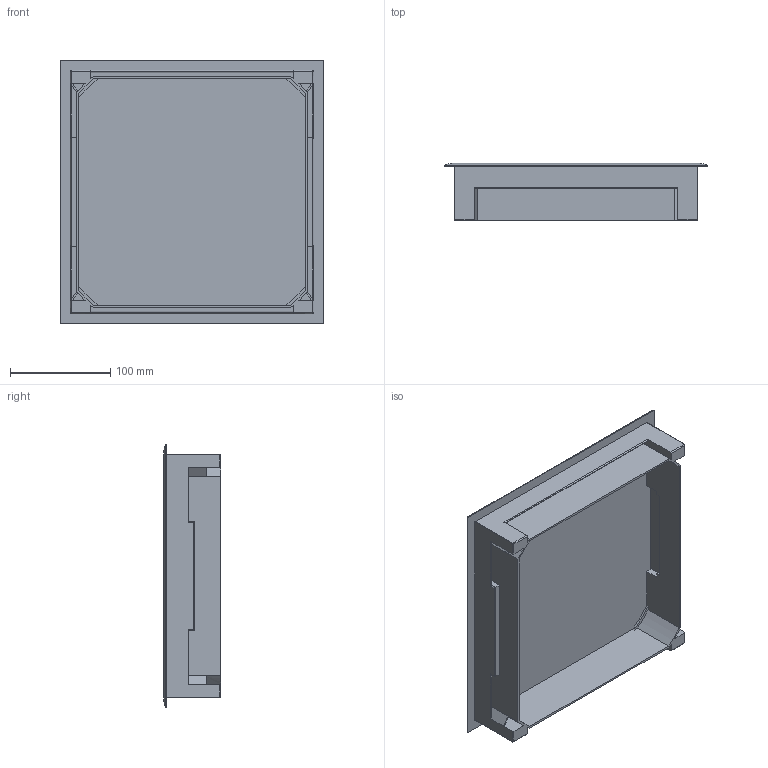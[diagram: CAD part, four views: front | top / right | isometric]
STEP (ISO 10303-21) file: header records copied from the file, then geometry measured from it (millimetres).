
FILE_DESCRIPTION (( 'STEP AP203' ), '1' );
FILE_NAME ('VDQ1205.STEP', '2022-07-28T10:58:04', ( '' ), ( '' ), 'SwSTEP 2.0', 'SolidWorks 2019', '' );
FILE_SCHEMA (( 'CONFIG_CONTROL_DESIGN' ));
Length unit declared in the file: millimetre
Products named in the file (3): VDQ1205; Rahmen VQ12 R5; Verschlussdeckelblech VBQ12_Standard
Assembly tree (2 placements, depth 2):
  VDQ1205
    Rahmen VQ12 R5
    Verschlussdeckelblech VBQ12_Standard
Bounding box: 263 x 57 x 263 mm (x, y, z)
Volume: 533574.5 mm3; surface area: 280276.5 mm2
Topology: 2 solids, 2 shells, 145 faces, 400 edges, 256 vertices
Faces by surface type: plane 97, cylinder 44, bspline 4
Entity records: 4923 total; most frequent: CARTESIAN_POINT 974, ORIENTED_EDGE 792, DIRECTION 728, EDGE_CURVE 396, VECTOR 308, LINE 308, VERTEX_POINT 256, AXIS2_PLACEMENT_3D 210
